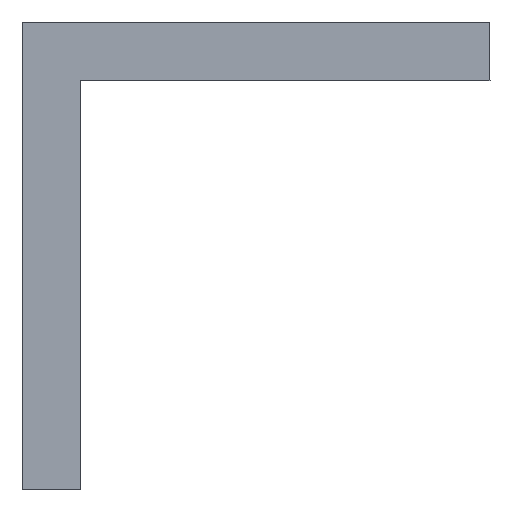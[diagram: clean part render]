
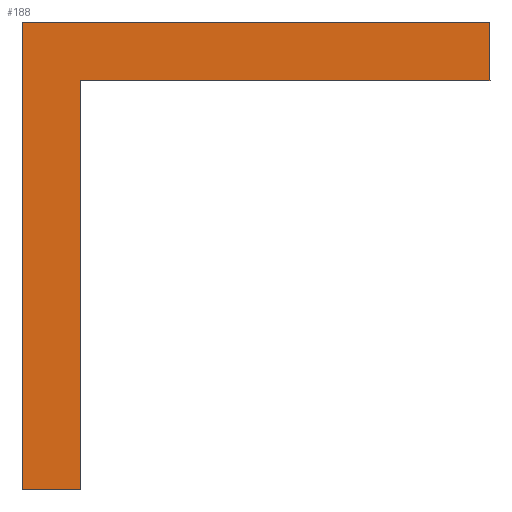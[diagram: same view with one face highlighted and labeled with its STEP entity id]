
A CAD part, front view. The second image highlights one B-rep face of the part: STEP entity #188.
In plain terms, the highlighted planar face has unit normal (0, -1, 0).
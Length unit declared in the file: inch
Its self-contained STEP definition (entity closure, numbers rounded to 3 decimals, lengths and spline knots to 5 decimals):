
#22=LINE('',#299,#40);
#25=LINE('',#304,#43);
#27=LINE('',#308,#45);
#29=LINE('',#312,#47);
#31=LINE('',#316,#49);
#32=LINE('',#318,#50);
#40=VECTOR('',#248,39.37008);
#43=VECTOR('',#253,39.37008);
#45=VECTOR('',#257,39.37008);
#47=VECTOR('',#261,39.37008);
#49=VECTOR('',#265,39.37008);
#50=VECTOR('',#268,39.37008);
#58=PLANE('',#222);
#74=FACE_OUTER_BOUND('',#90,.T.);
#90=EDGE_LOOP('',(#171,#172,#173,#174,#175,#176));
#105=VERTEX_POINT('',#296);
#106=VERTEX_POINT('',#298);
#107=VERTEX_POINT('',#302);
#108=VERTEX_POINT('',#306);
#109=VERTEX_POINT('',#310);
#110=VERTEX_POINT('',#314);
#122=EDGE_CURVE('',#105,#106,#22,.T.);
#125=EDGE_CURVE('',#107,#105,#25,.T.);
#127=EDGE_CURVE('',#108,#107,#27,.T.);
#129=EDGE_CURVE('',#109,#108,#29,.T.);
#131=EDGE_CURVE('',#110,#109,#31,.T.);
#132=EDGE_CURVE('',#106,#110,#32,.T.);
#171=ORIENTED_EDGE('',*,*,#122,.F.);
#172=ORIENTED_EDGE('',*,*,#125,.F.);
#173=ORIENTED_EDGE('',*,*,#127,.F.);
#174=ORIENTED_EDGE('',*,*,#129,.F.);
#175=ORIENTED_EDGE('',*,*,#131,.F.);
#176=ORIENTED_EDGE('',*,*,#132,.F.);
#188=ADVANCED_FACE('',(#74),#58,.T.);
#222=AXIS2_PLACEMENT_3D('',#319,#269,#270);
#248=DIRECTION('',(0.,0.,1.));
#253=DIRECTION('',(-1.,0.,0.));
#257=DIRECTION('',(0.,0.,-1.));
#261=DIRECTION('',(-1.,0.,0.));
#265=DIRECTION('',(0.,0.,-1.));
#268=DIRECTION('',(1.,0.,0.));
#269=DIRECTION('center_axis',(0.,-1.,0.));
#270=DIRECTION('ref_axis',(0.964,0.,0.265));
#296=CARTESIAN_POINT('',(0.,184.95997,-1.));
#298=CARTESIAN_POINT('',(0.,184.95997,0.));
#299=CARTESIAN_POINT('',(0.,184.95997,-0.36473));
#302=CARTESIAN_POINT('',(0.125,184.95997,-1.));
#304=CARTESIAN_POINT('',(0.13698,184.95997,-1.));
#306=CARTESIAN_POINT('',(0.125,184.95997,-0.125));
#308=CARTESIAN_POINT('',(0.125,184.95997,-0.28522));
#310=CARTESIAN_POINT('',(1.,184.95997,-0.125));
#312=CARTESIAN_POINT('',(1.48539,184.95997,-0.125));
#314=CARTESIAN_POINT('',(1.,184.95997,0.));
#316=CARTESIAN_POINT('',(1.,184.95997,0.07852));
#318=CARTESIAN_POINT('',(40.28454,184.95997,0.));
#319=CARTESIAN_POINT('Origin',(0.,184.95997,0.));
